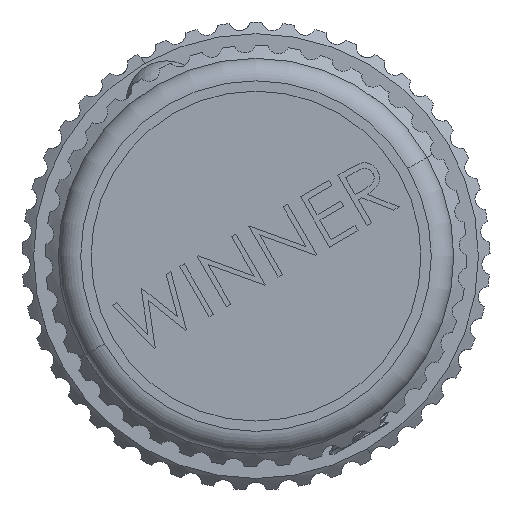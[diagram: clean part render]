
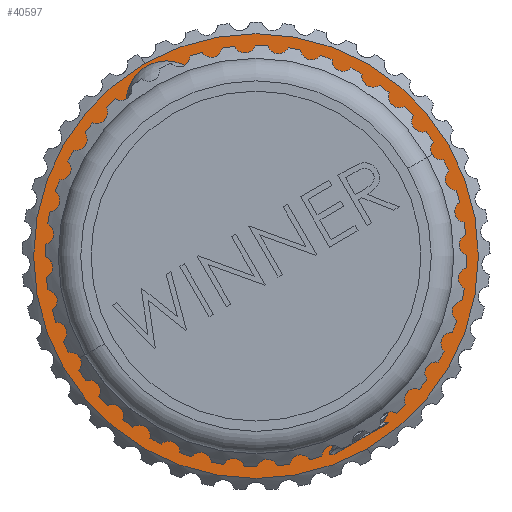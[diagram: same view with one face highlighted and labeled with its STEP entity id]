
A CAD part, left-side view. The second image highlights one B-rep face of the part: STEP entity #40597.
In plain terms, the highlighted planar face has unit normal (-1, 0, 0).
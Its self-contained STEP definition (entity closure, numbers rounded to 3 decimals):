
#300 = ORIENTED_EDGE ( 'NONE', *, *, #28144, .T. ) ;
#1806 = FACE_BOUND ( 'NONE', #9184, .T. ) ;
#2378 = DIRECTION ( 'NONE',  ( 0., -0.5, -0.866 ) ) ;
#3093 = CARTESIAN_POINT ( 'NONE',  ( -6.4, 0., 0. ) ) ;
#4672 = VERTEX_POINT ( 'NONE', #53762 ) ;
#7072 = EDGE_CURVE ( 'NONE', #54093, #4672, #45278, .T. ) ;
#7562 = CARTESIAN_POINT ( 'NONE',  ( -6.4, 0., 0. ) ) ;
#8250 = DIRECTION ( 'NONE',  ( 0., 0.5, 0.866 ) ) ;
#8878 = AXIS2_PLACEMENT_3D ( 'NONE', #3093, #42725, #8250 ) ;
#9028 = DIRECTION ( 'NONE',  ( 0., 0.5, 0.866 ) ) ;
#9184 = EDGE_LOOP ( 'NONE', ( #38484, #17258 ) ) ;
#11480 = PLANE ( 'NONE',  #54741 ) ;
#11563 = DIRECTION ( 'NONE',  ( -1., 0., 0. ) ) ;
#11693 = DIRECTION ( 'NONE',  ( -1., 0., 0. ) ) ;
#14972 = CARTESIAN_POINT ( 'NONE',  ( -6.4, 0., 0. ) ) ;
#16727 = AXIS2_PLACEMENT_3D ( 'NONE', #14972, #19163, #2378 ) ;
#17151 = AXIS2_PLACEMENT_3D ( 'NONE', #39828, #43662, #9028 ) ;
#17258 = ORIENTED_EDGE ( 'NONE', *, *, #51263, .T. ) ;
#19163 = DIRECTION ( 'NONE',  ( -1., 0., 0. ) ) ;
#19895 = CIRCLE ( 'NONE', #8878, 7.536 ) ;
#24593 = CARTESIAN_POINT ( 'NONE',  ( -6.4, -7.65, -13.25 ) ) ;
#24619 = CARTESIAN_POINT ( 'NONE',  ( -6.4, 0., 0. ) ) ;
#24708 = CIRCLE ( 'NONE', #26419, 15.3 ) ;
#26419 = AXIS2_PLACEMENT_3D ( 'NONE', #7562, #11563, #33360 ) ;
#28144 = EDGE_CURVE ( 'NONE', #36937, #37004, #44367, .T. ) ;
#28280 = DIRECTION ( 'NONE',  ( 0., -0.5, -0.866 ) ) ;
#30199 = CARTESIAN_POINT ( 'NONE',  ( -6.4, -3.768, -6.526 ) ) ;
#32340 = CARTESIAN_POINT ( 'NONE',  ( -6.4, 7.65, 13.25 ) ) ;
#33360 = DIRECTION ( 'NONE',  ( 0., -0.5, -0.866 ) ) ;
#36937 = VERTEX_POINT ( 'NONE', #32340 ) ;
#37004 = VERTEX_POINT ( 'NONE', #24593 ) ;
#38484 = ORIENTED_EDGE ( 'NONE', *, *, #7072, .T. ) ;
#39828 = CARTESIAN_POINT ( 'NONE',  ( -6.4, 0., 0. ) ) ;
#40597 = ADVANCED_FACE ( 'NONE', ( #1806, #55846 ), #11480, .T. ) ;
#42725 = DIRECTION ( 'NONE',  ( 1., 0., 0. ) ) ;
#43662 = DIRECTION ( 'NONE',  ( 1., 0., 0. ) ) ;
#44367 = CIRCLE ( 'NONE', #16727, 15.3 ) ;
#45278 = CIRCLE ( 'NONE', #17151, 7.536 ) ;
#49454 = ORIENTED_EDGE ( 'NONE', *, *, #50127, .T. ) ;
#50127 = EDGE_CURVE ( 'NONE', #37004, #36937, #24708, .T. ) ;
#51263 = EDGE_CURVE ( 'NONE', #4672, #54093, #19895, .T. ) ;
#53762 = CARTESIAN_POINT ( 'NONE',  ( -6.4, 3.768, 6.526 ) ) ;
#54093 = VERTEX_POINT ( 'NONE', #30199 ) ;
#54741 = AXIS2_PLACEMENT_3D ( 'NONE', #24619, #11693, #28280 ) ;
#55492 = EDGE_LOOP ( 'NONE', ( #300, #49454 ) ) ;
#55846 = FACE_OUTER_BOUND ( 'NONE', #55492, .T. ) ;
